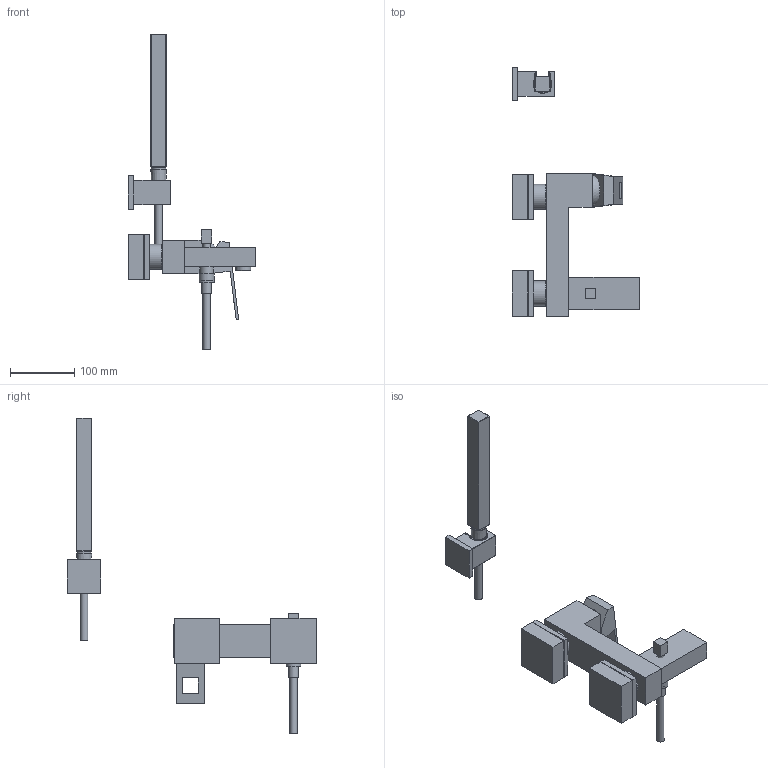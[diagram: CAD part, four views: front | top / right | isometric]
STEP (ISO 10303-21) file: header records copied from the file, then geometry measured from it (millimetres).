
FILE_DESCRIPTION(/* description */ ('Unknown'),/* implementation_level */ '2;1');
FILE_NAME(/* name */ '23141000',/* time_stamp */ '2022-09-08T05:46:40+02:00',/* author */ ('Unknown'),/* organization */ ('GROHE AG'),/* preprocessor_version */ 'ST-DEVELOPER v16.7',/* originating_system */ 'DEX',/* authorisation */ $);
FILE_SCHEMA (('AUTOMOTIVE_DESIGN {1 0 10303 214 3 1 1}'));
Length unit declared in the file: millimetre
Products named in the file (11): 23141000; 1; 23141000_0; 23141000_1; 1_0; id184; 1_1; 50.9697.1_Standard; 50.9702.1_Standard; xshell#2
Assembly tree (10 placements, depth 2):
  23141000
    23141000
    1
    23141000_0
    23141000_1
    1_0
    id184
    1_1
    50.9697.1_Standard
    50.9702.1_Standard
    xshell#2
Bounding box: 197.3 x 387 x 490.06 mm (x, y, z)
Volume: 922725 mm3; surface area: 201970.7 mm2
Topology: 7 solids, 18 shells, 178 faces, 471 edges, 306 vertices
Faces by surface type: plane 104, cylinder 50, bspline 12, cone 7, torus 4, sphere 1
Full cylindrical faces by diameter (mm): 11.2 x1, 12 x4, 14.998 x2, 21 x1, 21.9 x2, 23 x4, 23.6 x1, 39 x2
Entity records: 6551 total; most frequent: CARTESIAN_POINT 2092, DIRECTION 748, ORIENTED_EDGE 709, EDGE_CURVE 434, VERTEX_POINT 299, AXIS2_PLACEMENT_3D 266, EDGE_LOOP 217, FACE_BOUND 217
